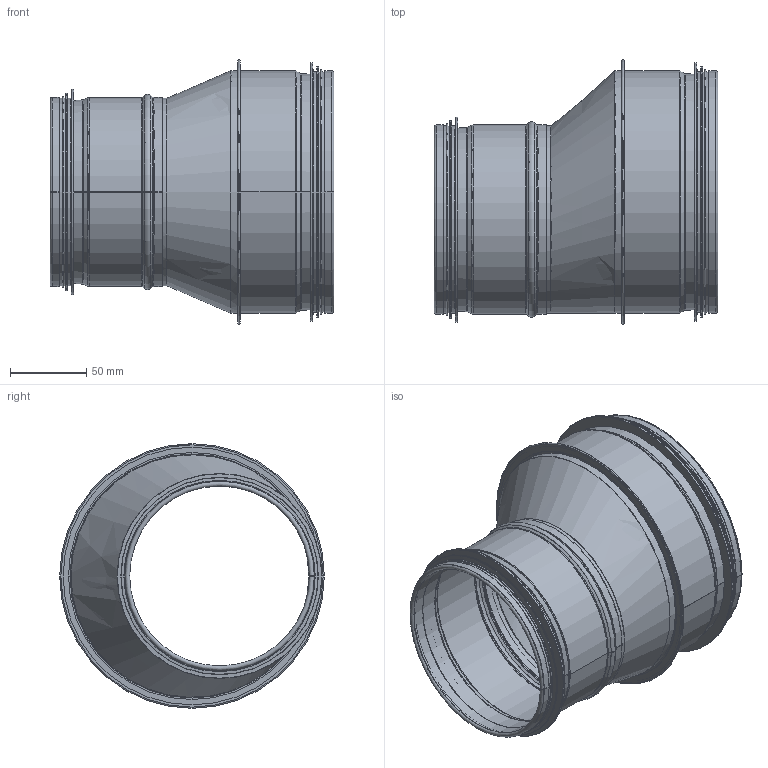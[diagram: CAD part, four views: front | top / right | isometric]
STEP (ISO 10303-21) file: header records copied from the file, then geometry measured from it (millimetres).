
FILE_DESCRIPTION(/* description */ ('Stos Med Fals Rörämne'),/* implementation_level */ '2;1');
FILE_NAME(/* name */ 'HFB-160-03.stp',/* time_stamp */ '2016-05-11T15:03:19+02:00',/* author */ ('John'),/* organization */ (''),/* preprocessor_version */ 'ST-DEVELOPER v15.6',/* originating_system */ 'Autodesk Inventor 2015',/* authorisation */ '');
FILE_SCHEMA (('AUTOMOTIVE_DESIGN { 1 0 10303 214 3 1 1 }'));
Length unit declared in the file: millimetre
Products named in the file (8): StosMedFalsRörämne-160; 999005; StosMedFals-160; HFB-BB-03; HFB-CB-04; 999004; HFB-CA-04; HFB-160-03
Bounding box: 186.2 x 173.5 x 173.5 mm (x, y, z)
Volume: 87054 mm3; surface area: 250493.1 mm2
Topology: 6 solids, 6 shells, 165 faces, 323 edges, 175 vertices
Faces by surface type: plane 75, torus 38, cylinder 32, cone 16, bspline 4
Full cylindrical faces by diameter (mm): 117.85 x1, 119.05 x1, 120.45 x1, 121.65 x1, 122.85 x4, 123.05 x3, 124.05 x3, 129.45 x1, 134.45 x1, 153.2 x1, 154.2 x1, 155.4 x1, 157.8 x1, 158 x5, 159 x3, 162 x1, 164.4 x1, 169 x1, 169.4 x1
Entity records: 4621 total; most frequent: CARTESIAN_POINT 969, DIRECTION 795, ORIENTED_EDGE 586, AXIS2_PLACEMENT_3D 338, EDGE_CURVE 289, EDGE_LOOP 211, VERTEX_POINT 174, STYLED_ITEM 170
